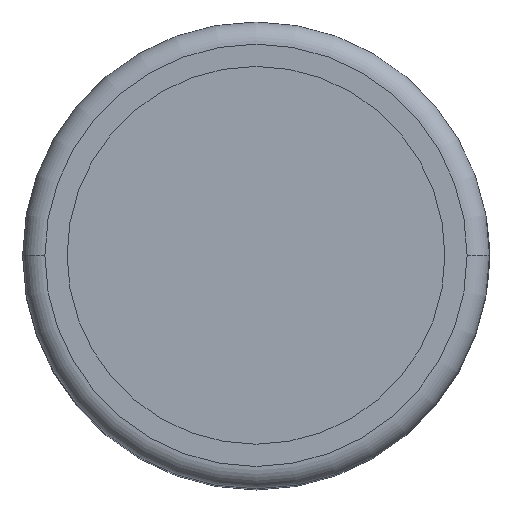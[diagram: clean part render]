
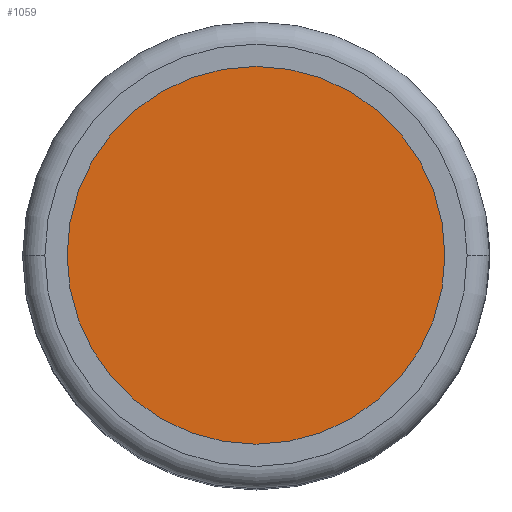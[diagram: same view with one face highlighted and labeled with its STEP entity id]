
A CAD part, top view. The second image highlights one B-rep face of the part: STEP entity #1059.
In plain terms, the highlighted planar face has unit normal (0, 0, 1).
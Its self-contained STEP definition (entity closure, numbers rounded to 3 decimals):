
#979=CARTESIAN_POINT('',(4.25,0.,17.4));
#980=VERTEX_POINT('',#979);
#989=CARTESIAN_POINT('',(-4.25,0.,17.4));
#990=VERTEX_POINT('',#989);
#991=CARTESIAN_POINT('',(0.0,0.,17.4));
#992=DIRECTION('',(0.0,0.0,1.0));
#993=DIRECTION('',(1.0,0.0,0.0));
#994=AXIS2_PLACEMENT_3D('',#991,#992,#993);
#995=CIRCLE('',#994,4.25);
#996=EDGE_CURVE('',#990,#980,#995,.T.);
#1030=CARTESIAN_POINT('',(0.0,0.,17.4));
#1031=DIRECTION('',(0.0,0.0,1.0));
#1032=DIRECTION('',(1.0,0.0,0.0));
#1033=AXIS2_PLACEMENT_3D('',#1030,#1031,#1032);
#1034=CIRCLE('',#1033,4.25);
#1035=EDGE_CURVE('',#980,#990,#1034,.T.);
#1050=CARTESIAN_POINT('',(0.0,0.,17.4));
#1051=DIRECTION('',(0.0,0.0,1.0));
#1052=DIRECTION('',(1.0,0.0,0.0));
#1053=AXIS2_PLACEMENT_3D('',#1050,#1051,#1052);
#1054=PLANE('',#1053);
#1055=ORIENTED_EDGE('',*,*,#1035,.T.);
#1056=ORIENTED_EDGE('',*,*,#996,.T.);
#1057=EDGE_LOOP('',(#1055,#1056));
#1058=FACE_OUTER_BOUND('',#1057,.T.);
#1059=ADVANCED_FACE('',(#1058),#1054,.T.);
